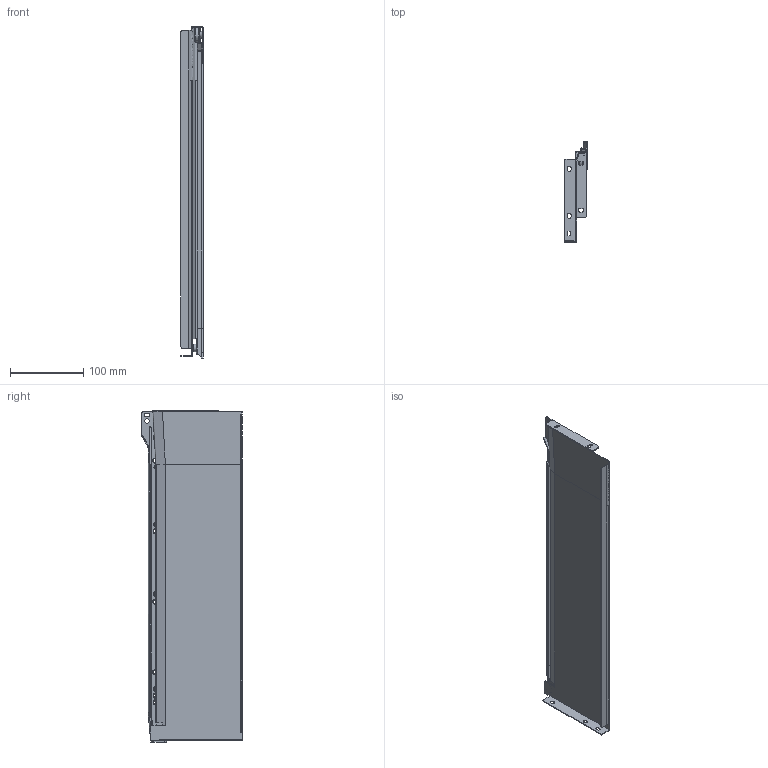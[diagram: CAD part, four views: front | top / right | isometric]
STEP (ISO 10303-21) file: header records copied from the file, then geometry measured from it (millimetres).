
FILE_DESCRIPTION (( 'STEP AP214' ), '1' );
FILE_NAME ('F000756,F000776-RIGHT-CLOSED_3D.step', '2022-11-21T18:04:07', ( '' ), ( '' ), 'SwSTEP 2.0', 'SolidWorks 2020', '' );
FILE_SCHEMA (( 'AUTOMOTIVE_DESIGN' ));
Length unit declared in the file: millimetre
Products named in the file (3): F000756,F000776-RIGHT-CLOSED_3D; MetalBox-SIDE-Right-H118-450; Koleèkový výsuv-pravý-venkovní èást-450mm
Assembly tree (2 placements, depth 2):
  F000756,F000776-RIGHT-CLOSED_3D
    Koleèkový výsuv-pravý-venkovní èást-450mm
    MetalBox-SIDE-Right-H118-450
Bounding box: 30.39 x 137.5 x 452 mm (x, y, z)
Volume: 95037.4 mm3; surface area: 171610.2 mm2
Topology: 2 solids, 2 shells, 293 faces, 766 edges, 481 vertices
Faces by surface type: plane 105, cylinder 92, bspline 48, cone 26, torus 22
Entity records: 10294 total; most frequent: CARTESIAN_POINT 2979, ORIENTED_EDGE 1524, DIRECTION 1501, EDGE_CURVE 762, AXIS2_PLACEMENT_3D 539, VERTEX_POINT 481, VECTOR 423, LINE 423
